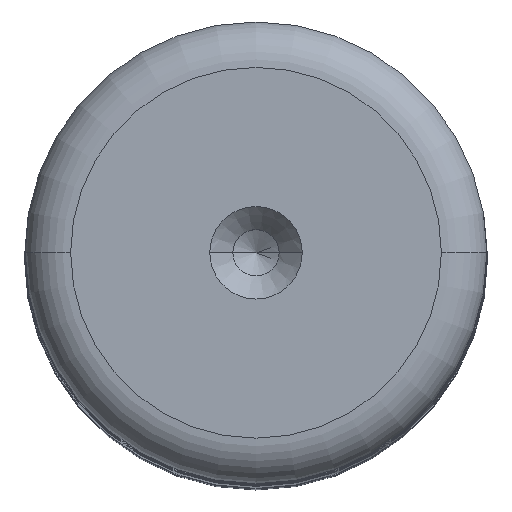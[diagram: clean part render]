
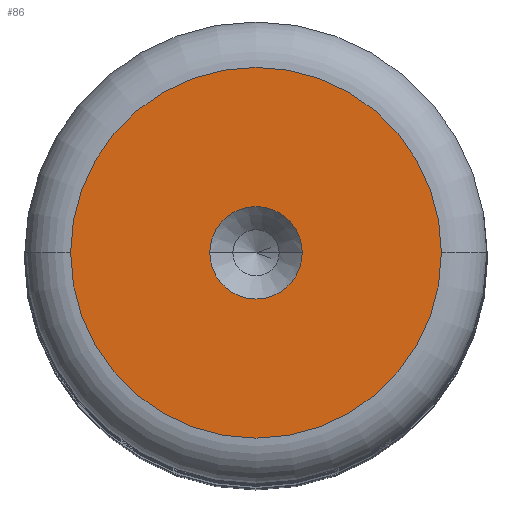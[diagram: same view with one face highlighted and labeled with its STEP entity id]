
A CAD part, top view. The second image highlights one B-rep face of the part: STEP entity #86.
In plain terms, the highlighted planar face has unit normal (0, 0, 1).
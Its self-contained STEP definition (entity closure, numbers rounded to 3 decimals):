
#23 = CARTESIAN_POINT ( 'NONE',  ( 0., 0., 70. ) ) ;
#76 = ORIENTED_EDGE ( 'NONE', *, *, #1047, .F. ) ;
#86 = ADVANCED_FACE ( 'NONE', ( #710, #1968 ), #2067, .T. ) ;
#118 = ORIENTED_EDGE ( 'NONE', *, *, #2088, .F. ) ;
#167 = AXIS2_PLACEMENT_3D ( 'NONE', #23, #1205, #199 ) ;
#199 = DIRECTION ( 'NONE',  ( 1., 0., 0. ) ) ;
#208 = EDGE_LOOP ( 'NONE', ( #76, #118 ) ) ;
#359 = CIRCLE ( 'NONE', #167, 1. ) ;
#394 = CIRCLE ( 'NONE', #767, 4.011 ) ;
#528 = DIRECTION ( 'NONE',  ( 0., 0., 1. ) ) ;
#582 = VERTEX_POINT ( 'NONE', #1116 ) ;
#710 = FACE_BOUND ( 'NONE', #208, .T. ) ;
#715 = DIRECTION ( 'NONE',  ( 0., 0., 1. ) ) ;
#738 = DIRECTION ( 'NONE',  ( 0., 0., 1. ) ) ;
#767 = AXIS2_PLACEMENT_3D ( 'NONE', #1741, #738, #1904 ) ;
#879 = EDGE_CURVE ( 'NONE', #1644, #582, #394, .T. ) ;
#1041 = CIRCLE ( 'NONE', #1441, 4.011 ) ;
#1047 = EDGE_CURVE ( 'NONE', #1323, #1969, #359, .T. ) ;
#1065 = CARTESIAN_POINT ( 'NONE',  ( 1., 0., 70. ) ) ;
#1116 = CARTESIAN_POINT ( 'NONE',  ( 4.011, 0., 70. ) ) ;
#1205 = DIRECTION ( 'NONE',  ( 0., 0., 1. ) ) ;
#1256 = EDGE_LOOP ( 'NONE', ( #1913, #1328 ) ) ;
#1323 = VERTEX_POINT ( 'NONE', #1065 ) ;
#1328 = ORIENTED_EDGE ( 'NONE', *, *, #879, .T. ) ;
#1358 = CARTESIAN_POINT ( 'NONE',  ( -4.011, 0., 70. ) ) ;
#1441 = AXIS2_PLACEMENT_3D ( 'NONE', #1542, #528, #1701 ) ;
#1542 = CARTESIAN_POINT ( 'NONE',  ( 0., 0., 70. ) ) ;
#1562 = AXIS2_PLACEMENT_3D ( 'NONE', #1711, #715, #1876 ) ;
#1644 = VERTEX_POINT ( 'NONE', #1358 ) ;
#1701 = DIRECTION ( 'NONE',  ( 1., 0., 0. ) ) ;
#1711 = CARTESIAN_POINT ( 'NONE',  ( 0., 0., 70. ) ) ;
#1740 = DIRECTION ( 'NONE',  ( 1., 0., 0. ) ) ;
#1741 = CARTESIAN_POINT ( 'NONE',  ( 0., 0., 70. ) ) ;
#1806 = AXIS2_PLACEMENT_3D ( 'NONE', #1912, #1901, #1740 ) ;
#1830 = CARTESIAN_POINT ( 'NONE',  ( -1., 0., 70. ) ) ;
#1870 = CIRCLE ( 'NONE', #1562, 1. ) ;
#1876 = DIRECTION ( 'NONE',  ( 1., 0., 0. ) ) ;
#1901 = DIRECTION ( 'NONE',  ( 0., 0., 1. ) ) ;
#1904 = DIRECTION ( 'NONE',  ( 1., 0., 0. ) ) ;
#1912 = CARTESIAN_POINT ( 'NONE',  ( 0., 0., 70. ) ) ;
#1913 = ORIENTED_EDGE ( 'NONE', *, *, #2079, .T. ) ;
#1968 = FACE_OUTER_BOUND ( 'NONE', #1256, .T. ) ;
#1969 = VERTEX_POINT ( 'NONE', #1830 ) ;
#2067 = PLANE ( 'NONE',  #1806 ) ;
#2079 = EDGE_CURVE ( 'NONE', #582, #1644, #1041, .T. ) ;
#2088 = EDGE_CURVE ( 'NONE', #1969, #1323, #1870, .T. ) ;
